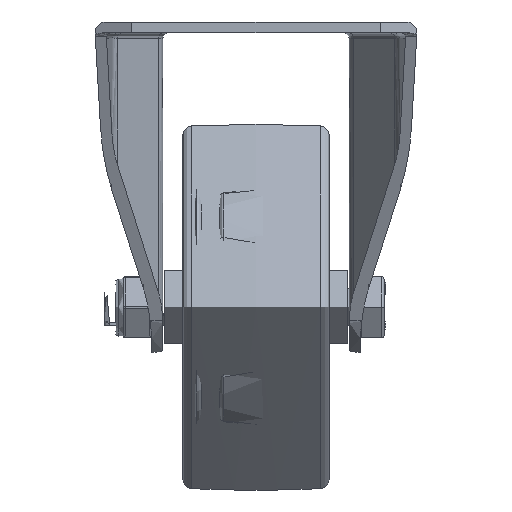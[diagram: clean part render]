
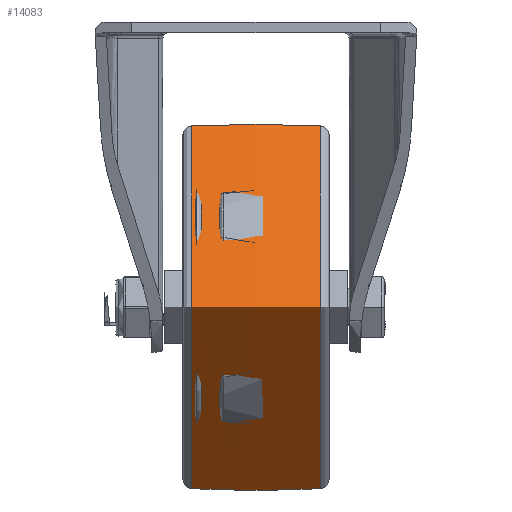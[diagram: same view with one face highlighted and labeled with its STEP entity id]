
A CAD part, left-side view. The second image highlights one B-rep face of the part: STEP entity #14083.
In plain terms, the highlighted free-form (B-spline) face has degree [2, 2] with [3, 9] control points.
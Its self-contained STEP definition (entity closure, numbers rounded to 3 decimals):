
#94=(
BOUNDED_SURFACE()
B_SPLINE_SURFACE(2,2,((#20874,#20875,#20876,#20877,#20878,#20879,#20880,
#20881,#20882),(#20883,#20884,#20885,#20886,#20887,#20888,#20889,#20890,
#20891),(#20892,#20893,#20894,#20895,#20896,#20897,#20898,#20899,#20900)),
 .UNSPECIFIED.,.F.,.T.,.F.)
B_SPLINE_SURFACE_WITH_KNOTS((3,3),(3,2,2,2,3),(-0.044,0.044),
(-3.142,-1.571,0.,1.571,3.142),
 .UNSPECIFIED.)
GEOMETRIC_REPRESENTATION_ITEM()
RATIONAL_B_SPLINE_SURFACE(((1.,0.707,1.,0.707,1.,
0.707,1.,0.707,1.),(0.999,0.706,
0.999,0.706,0.999,0.706,0.999,
0.706,0.999),(1.,0.707,1.,0.707,
1.,0.707,1.,0.707,1.)))
REPRESENTATION_ITEM('')
SURFACE()
);
#1987=FACE_OUTER_BOUND('',#2897,.T.);
#2897=EDGE_LOOP('',(#10251,#10252,#10253,#10254));
#5476=CIRCLE('',#15283,49.612);
#5477=CIRCLE('',#15284,400.25);
#5478=CIRCLE('',#15285,49.612);
#6239=VERTEX_POINT('',#20871);
#6240=VERTEX_POINT('',#20901);
#7733=EDGE_CURVE('',#6239,#6239,#5476,.T.);
#7734=EDGE_CURVE('',#6239,#6240,#5477,.T.);
#7735=EDGE_CURVE('',#6240,#6240,#5478,.T.);
#10251=ORIENTED_EDGE('',*,*,#7733,.F.);
#10252=ORIENTED_EDGE('',*,*,#7734,.T.);
#10253=ORIENTED_EDGE('',*,*,#7735,.T.);
#10254=ORIENTED_EDGE('',*,*,#7734,.F.);
#14083=ADVANCED_FACE('',(#1987),#94,.F.);
#15283=AXIS2_PLACEMENT_3D('',#20873,#17091,#17092);
#15284=AXIS2_PLACEMENT_3D('',#20902,#17093,#17094);
#15285=AXIS2_PLACEMENT_3D('',#20903,#17095,#17096);
#17091=DIRECTION('center_axis',(0.,1.,0.));
#17092=DIRECTION('ref_axis',(0.,0.,1.));
#17093=DIRECTION('center_axis',(-1.,0.,0.));
#17094=DIRECTION('ref_axis',(0.,0.,-1.));
#17095=DIRECTION('center_axis',(0.,1.,0.));
#17096=DIRECTION('ref_axis',(0.,0.,1.));
#20871=CARTESIAN_POINT('',(0.,17.61,-49.612));
#20873=CARTESIAN_POINT('Origin',(0.,17.61,0.));
#20874=CARTESIAN_POINT('Ctrl Pts',(0.,-17.61,-49.612));
#20875=CARTESIAN_POINT('Ctrl Pts',(-49.612,-17.61,
-49.612));
#20876=CARTESIAN_POINT('Ctrl Pts',(-49.612,-17.61,
0.));
#20877=CARTESIAN_POINT('Ctrl Pts',(-49.612,-17.61,
49.612));
#20878=CARTESIAN_POINT('Ctrl Pts',(0.,-17.61,49.612));
#20879=CARTESIAN_POINT('Ctrl Pts',(49.612,-17.61,49.612));
#20880=CARTESIAN_POINT('Ctrl Pts',(49.612,-17.61,0.));
#20881=CARTESIAN_POINT('Ctrl Pts',(49.612,-17.61,-49.612));
#20882=CARTESIAN_POINT('Ctrl Pts',(0.,-17.61,-49.612));
#20883=CARTESIAN_POINT('Ctrl Pts',(0.,0.,-50.388));
#20884=CARTESIAN_POINT('Ctrl Pts',(-50.388,0.,
-50.388));
#20885=CARTESIAN_POINT('Ctrl Pts',(-50.388,0.,
0.));
#20886=CARTESIAN_POINT('Ctrl Pts',(-50.388,0.,
50.388));
#20887=CARTESIAN_POINT('Ctrl Pts',(0.,0.,50.388));
#20888=CARTESIAN_POINT('Ctrl Pts',(50.388,0.,
50.388));
#20889=CARTESIAN_POINT('Ctrl Pts',(50.388,0.,
0.));
#20890=CARTESIAN_POINT('Ctrl Pts',(50.388,0.,
-50.388));
#20891=CARTESIAN_POINT('Ctrl Pts',(0.,0.,-50.388));
#20892=CARTESIAN_POINT('Ctrl Pts',(0.,17.61,-49.612));
#20893=CARTESIAN_POINT('Ctrl Pts',(-49.612,17.61,-49.612));
#20894=CARTESIAN_POINT('Ctrl Pts',(-49.612,17.61,0.));
#20895=CARTESIAN_POINT('Ctrl Pts',(-49.612,17.61,49.612));
#20896=CARTESIAN_POINT('Ctrl Pts',(0.,17.61,49.612));
#20897=CARTESIAN_POINT('Ctrl Pts',(49.612,17.61,49.612));
#20898=CARTESIAN_POINT('Ctrl Pts',(49.612,17.61,0.));
#20899=CARTESIAN_POINT('Ctrl Pts',(49.612,17.61,-49.612));
#20900=CARTESIAN_POINT('Ctrl Pts',(0.,17.61,-49.612));
#20901=CARTESIAN_POINT('',(0.,-17.61,-49.612));
#20902=CARTESIAN_POINT('Origin',(0.,0.,
350.25));
#20903=CARTESIAN_POINT('Origin',(0.,-17.61,0.));
